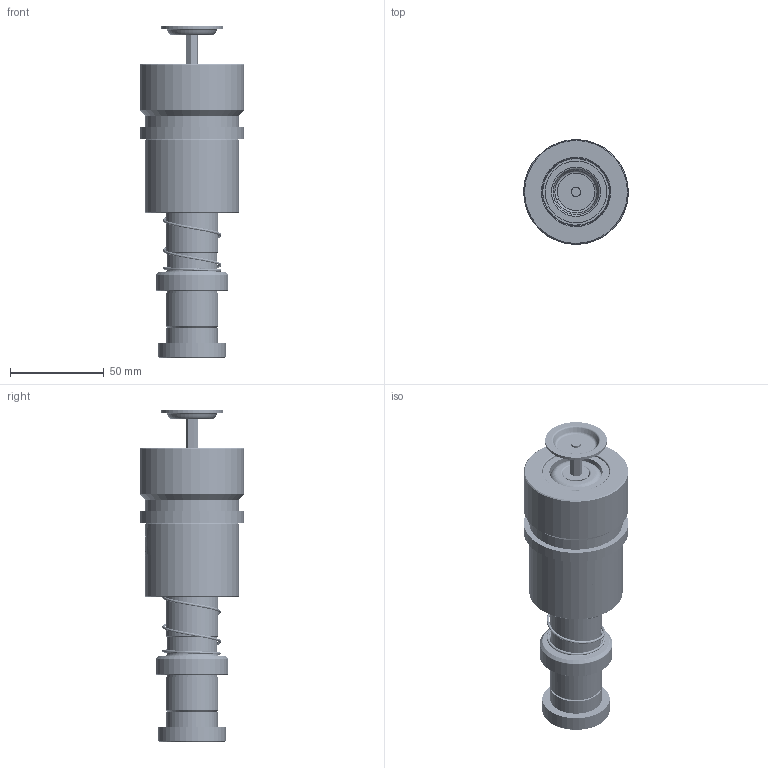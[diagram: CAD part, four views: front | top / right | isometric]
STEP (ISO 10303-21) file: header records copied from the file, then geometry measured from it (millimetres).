
FILE_DESCRIPTION (( 'STEP AP214' ), '1' );
FILE_NAME ('RTSH (RTJH)-D28-L120(BL-80).STEP', '2021-09-09T02:25:25', ( '' ), ( '' ), 'SwSTEP 2.0', 'SolidWorks 2016', '' );
FILE_SCHEMA (( 'AUTOMOTIVE_DESIGN' ));
Length unit declared in the file: millimetre
Products named in the file (275): BALL-D4; RTSH (RTJH)-D28-L120(BL-80); DRPM蹟簽D28; GTM-33; BSH-D35.5-28.5-L75郪蚾; GTM-33郪蚾; HWP-D31.3-d28.5-L50; GTM-3-縐种; BSH-35.5-28.5-L75; GTM-M12蹟簽; TRPM-D28-L120; TRB28-40-40
Assembly tree (267 placements, depth 3):
  BALL-D4
  BALL-D4
  BALL-D4
  BALL-D4
  BALL-D4
Bounding box: 55.99 x 55.99 x 177.47 mm (x, y, z)
Volume: 212669.5 mm3; surface area: 91479.1 mm2
Topology: 260 solids, 260 shells, 1220 faces, 5096 edges, 3384 vertices
Faces by surface type: sphere 1008, cylinder 72, plane 52, cone 40, torus 26, bspline 22
Entity records: 55716 total; most frequent: CARTESIAN_POINT 32270, ORIENTED_EDGE 4118, DIRECTION 3584, EDGE_CURVE 2059, AXIS2_PLACEMENT_3D 1692, VERTEX_POINT 1348, EDGE_LOOP 1221, B_SPLINE_CURVE_WITH_KNOTS 1120
